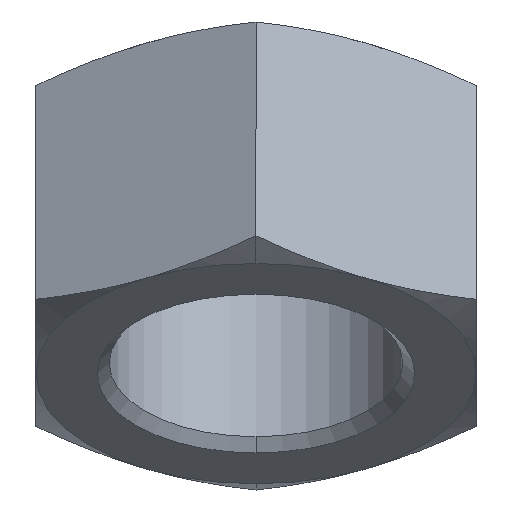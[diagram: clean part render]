
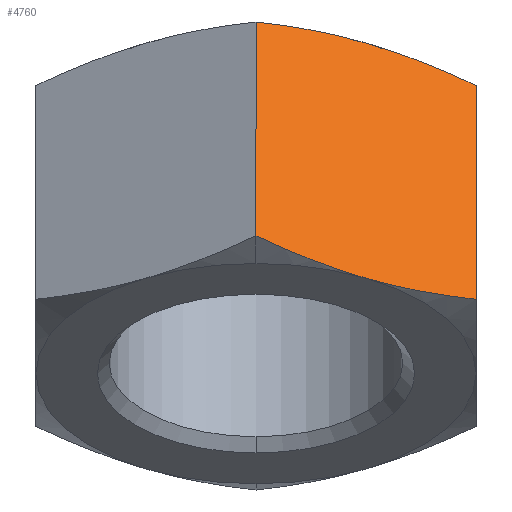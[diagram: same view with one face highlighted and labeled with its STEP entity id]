
A CAD part, left-side view. The second image highlights one B-rep face of the part: STEP entity #4760.
In plain terms, the highlighted face is planar.
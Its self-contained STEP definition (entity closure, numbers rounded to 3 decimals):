
#260=CARTESIAN_POINT('',(10.392,0.,-6.));
#270=VERTEX_POINT('',#260);
#3010=CARTESIAN_POINT('',(6.928,0.676,-12.));
#3020=VERTEX_POINT('',#3010);
#3050=CARTESIAN_POINT('',(6.928,0.676,-12.));
#3060=DIRECTION('',(0.,1.,0.));
#3070=VECTOR('',#3060,13.449);
#3080=LINE('',#3050,#3070);
#3090=CARTESIAN_POINT('',(6.928,14.124,-12.));
#3100=VERTEX_POINT('',#3090);
#3110=EDGE_CURVE('',#3020,#3100,#3080,.T.);
#3490=CARTESIAN_POINT('',(6.928,0.676,-12.));
#3500=CARTESIAN_POINT('',(7.166,0.589,-11.588
));
#3510=CARTESIAN_POINT('',(7.637,0.431,-10.772
));
#3520=CARTESIAN_POINT('',(8.333,0.242,-9.567
));
#3530=CARTESIAN_POINT('',(9.017,0.104,-8.381)
);
#3540=CARTESIAN_POINT('',(9.704,0.019,-7.192
));
#3550=CARTESIAN_POINT('',(10.163,0.,-6.398));
#3560=CARTESIAN_POINT('',(10.392,0.,-6.));
#3570=B_SPLINE_CURVE_WITH_KNOTS('',3,(#3490,#3500,#3510,#3520,#3530,
#3540,#3550,#3560),.UNSPECIFIED.,.F.,.F.,(4,1,1,1,1,4),(0.,0.2,0.4,0.6,
0.8,1.),.UNSPECIFIED.);
#3580=EDGE_CURVE('',#3020,#270,#3570,.T.);
#3720=CARTESIAN_POINT('',(13.856,0.676,0.));
#3730=VERTEX_POINT('',#3720);
#4240=CARTESIAN_POINT('',(13.856,0.,0.));
#4250=DIRECTION('',(0.866,0.,-0.5));
#4260=DIRECTION('',(-0.5,0.,-0.866));
#4270=AXIS2_PLACEMENT_3D('',#4240,#4250,#4260);
#4280=PLANE('',#4270);
#4290=CARTESIAN_POINT('',(10.392,0.,-6.));
#4300=CARTESIAN_POINT('',(10.622,0.,-5.602));
#4310=CARTESIAN_POINT('',(11.08,0.019,-4.808
));
#4320=CARTESIAN_POINT('',(11.767,0.104,-3.619
));
#4330=CARTESIAN_POINT('',(12.452,0.242,-2.433
));
#4340=CARTESIAN_POINT('',(13.147,0.431,-1.228
));
#4350=CARTESIAN_POINT('',(13.619,0.589,-0.412
));
#4360=CARTESIAN_POINT('',(13.856,0.676,0.));
#4370=B_SPLINE_CURVE_WITH_KNOTS('',3,(#4290,#4300,#4310,#4320,#4330,
#4340,#4350,#4360),.UNSPECIFIED.,.F.,.F.,(4,1,1,1,1,4),(0.,0.2,0.4,0.6,
0.8,1.),.UNSPECIFIED.);
#4380=EDGE_CURVE('',#270,#3730,#4370,.T.);
#4390=ORIENTED_EDGE('',*,*,#4380,.F.);
#4400=CARTESIAN_POINT('',(13.856,0.676,0.));
#4410=DIRECTION('',(0.,1.,0.));
#4420=VECTOR('',#4410,13.449);
#4430=LINE('',#4400,#4420);
#4440=CARTESIAN_POINT('',(13.856,14.124,
0.));
#4450=VERTEX_POINT('',#4440);
#4460=EDGE_CURVE('',#3730,#4450,#4430,.T.);
#4470=ORIENTED_EDGE('',*,*,#4460,.F.);
#4480=CARTESIAN_POINT('',(10.392,14.8,-6.));
#4490=CARTESIAN_POINT('',(10.622,14.8,-5.602));
#4500=CARTESIAN_POINT('',(11.08,14.781,-4.808)
);
#4510=CARTESIAN_POINT('',(11.767,14.696,-3.619))
;
#4520=CARTESIAN_POINT('',(12.452,14.558,-2.433))
;
#4530=CARTESIAN_POINT('',(13.147,14.369,-1.228)
);
#4540=CARTESIAN_POINT('',(13.619,14.211,-0.412))
;
#4550=CARTESIAN_POINT('',(13.856,14.124,0.));
#4560=B_SPLINE_CURVE_WITH_KNOTS('',3,(#4480,#4490,#4500,#4510,#4520,
#4530,#4540,#4550),.UNSPECIFIED.,.F.,.F.,(4,1,1,1,1,4),(0.,0.2,0.4,0.6,
0.8,1.),.UNSPECIFIED.);
#4570=CARTESIAN_POINT('',(10.392,14.8,-6.));
#4580=VERTEX_POINT('',#4570);
#4590=EDGE_CURVE('',#4580,#4450,#4560,.T.);
#4600=ORIENTED_EDGE('',*,*,#4590,.T.);
#4610=CARTESIAN_POINT('',(6.928,14.124,-12.));
#4620=CARTESIAN_POINT('',(7.166,14.211,-11.588))
;
#4630=CARTESIAN_POINT('',(7.637,14.369,-10.772)
);
#4640=CARTESIAN_POINT('',(8.333,14.558,-9.567)
);
#4650=CARTESIAN_POINT('',(9.017,14.696,-8.381))
;
#4660=CARTESIAN_POINT('',(9.704,14.781,-7.192)
);
#4670=CARTESIAN_POINT('',(10.163,14.8,-6.398));
#4680=CARTESIAN_POINT('',(10.392,14.8,-6.));
#4690=B_SPLINE_CURVE_WITH_KNOTS('',3,(#4610,#4620,#4630,#4640,#4650,
#4660,#4670,#4680),.UNSPECIFIED.,.F.,.F.,(4,1,1,1,1,4),(0.,0.2,0.4,0.6,
0.8,1.),.UNSPECIFIED.);
#4700=EDGE_CURVE('',#3100,#4580,#4690,.T.);
#4710=ORIENTED_EDGE('',*,*,#4700,.T.);
#4720=ORIENTED_EDGE('',*,*,#3110,.T.);
#4730=ORIENTED_EDGE('',*,*,#3580,.F.);
#4740=EDGE_LOOP('',(#4730,#4720,#4710,#4600,#4470,#4390));
#4750=FACE_OUTER_BOUND('',#4740,.T.);
#4760=ADVANCED_FACE('',(#4750),#4280,.T.);
